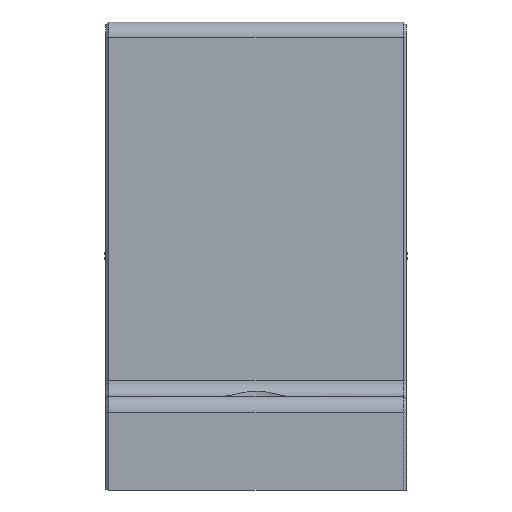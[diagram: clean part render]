
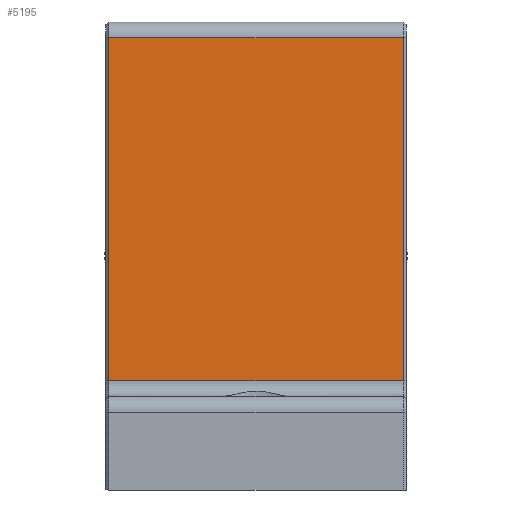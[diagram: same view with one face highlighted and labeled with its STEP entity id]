
A CAD part, front view. The second image highlights one B-rep face of the part: STEP entity #5195.
In plain terms, the highlighted planar face has unit normal (0, -1, 0).
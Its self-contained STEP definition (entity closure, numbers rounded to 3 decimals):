
#4951=CARTESIAN_POINT('',(37.8,-60.,28.));
#4952=VERTEX_POINT('',#4951);
#5001=CARTESIAN_POINT('',(37.8,-60.,116.));
#5002=VERTEX_POINT('',#5001);
#5009=CARTESIAN_POINT('',(37.8,-60.,116.));
#5010=DIRECTION('',(0.0,0.0,-1.0));
#5011=VECTOR('',#5010,88.);
#5012=LINE('',#5009,#5011);
#5013=EDGE_CURVE('',#5002,#4952,#5012,.T.);
#5146=CARTESIAN_POINT('',(-37.8,-60.,28.));
#5147=VERTEX_POINT('',#5146);
#5148=CARTESIAN_POINT('',(-37.8,-60.,28.));
#5149=DIRECTION('',(1.0,0.0,0.0));
#5150=VECTOR('',#5149,75.6);
#5151=LINE('',#5148,#5150);
#5152=EDGE_CURVE('',#5147,#4952,#5151,.T.);
#5172=CARTESIAN_POINT('',(0.0,-60.,120.));
#5173=DIRECTION('',(0.0,1.0,0.0));
#5174=DIRECTION('',(0.0,0.0,1.0));
#5175=AXIS2_PLACEMENT_3D('',#5172,#5173,#5174);
#5176=PLANE('',#5175);
#5177=CARTESIAN_POINT('',(-37.8,-60.,116.));
#5178=VERTEX_POINT('',#5177);
#5179=CARTESIAN_POINT('',(-37.8,-60.,28.));
#5180=DIRECTION('',(0.0,0.0,1.0));
#5181=VECTOR('',#5180,88.);
#5182=LINE('',#5179,#5181);
#5183=EDGE_CURVE('',#5147,#5178,#5182,.T.);
#5184=ORIENTED_EDGE('',*,*,#5183,.F.);
#5185=ORIENTED_EDGE('',*,*,#5152,.T.);
#5186=ORIENTED_EDGE('',*,*,#5013,.F.);
#5187=CARTESIAN_POINT('',(37.8,-60.,116.));
#5188=DIRECTION('',(-1.0,0.0,0.0));
#5189=VECTOR('',#5188,75.6);
#5190=LINE('',#5187,#5189);
#5191=EDGE_CURVE('',#5002,#5178,#5190,.T.);
#5192=ORIENTED_EDGE('',*,*,#5191,.T.);
#5193=EDGE_LOOP('',(#5184,#5185,#5186,#5192));
#5194=FACE_OUTER_BOUND('',#5193,.T.);
#5195=ADVANCED_FACE('',(#5194),#5176,.F.);
